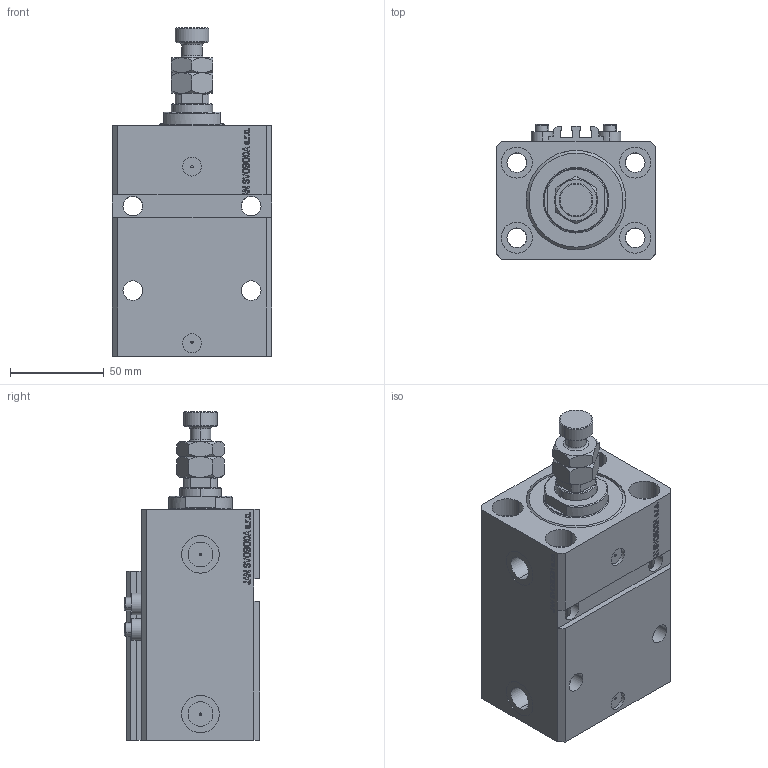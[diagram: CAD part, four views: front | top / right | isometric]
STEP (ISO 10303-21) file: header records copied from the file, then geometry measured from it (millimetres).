
FILE_DESCRIPTION (( 'STEP AP203' ), '1' );
FILE_NAME ('f948.STEP', '2025-09-04T12:49:05', ( '' ), ( '' ), 'SwSTEP 2.0', 'SolidWorks 2019', '' );
FILE_SCHEMA (( 'CONFIG_CONTROL_DESIGN' ));
Length unit declared in the file: millimetre
Products named in the file (6): V250CE_C_VCP 9440f90b2696d5fd7b5c1d6dc11969fb; f948; V250CE_E_Body 9440f90b2696d5fd7b5c1d6dc11969fb; ALLEN BOLT V250CE 9440f90b2696d5fd7b5c1d6dc11969fb; V250CE_VC_E 9440f90b2696d5fd7b5c1d6dc11969fb; MFA 9440f90b2696d5fd7b5c1d6dc11969fb
Assembly tree (8 placements, depth 2):
  f948
    V250CE_E_Body 9440f90b2696d5fd7b5c1d6dc11969fb
    ALLEN BOLT V250CE 9440f90b2696d5fd7b5c1d6dc11969fb  x4
    V250CE_C_VCP 9440f90b2696d5fd7b5c1d6dc11969fb
    V250CE_VC_E 9440f90b2696d5fd7b5c1d6dc11969fb
    MFA 9440f90b2696d5fd7b5c1d6dc11969fb
Bounding box: 85 x 72 x 175 mm (x, y, z)
Volume: 563704.8 mm3; surface area: 123714.4 mm2
Topology: 9 solids, 9 shells, 1175 faces, 2917 edges, 1871 vertices
Faces by surface type: plane 555, bspline 356, cylinder 162, cone 84, torus 18
Entity records: 50302 total; most frequent: CARTESIAN_POINT 25689, ORIENTED_EDGE 5524, DIRECTION 3736, EDGE_CURVE 2762, VERTEX_POINT 1787, LINE 1636, VECTOR 1636, EDGE_LOOP 1245
